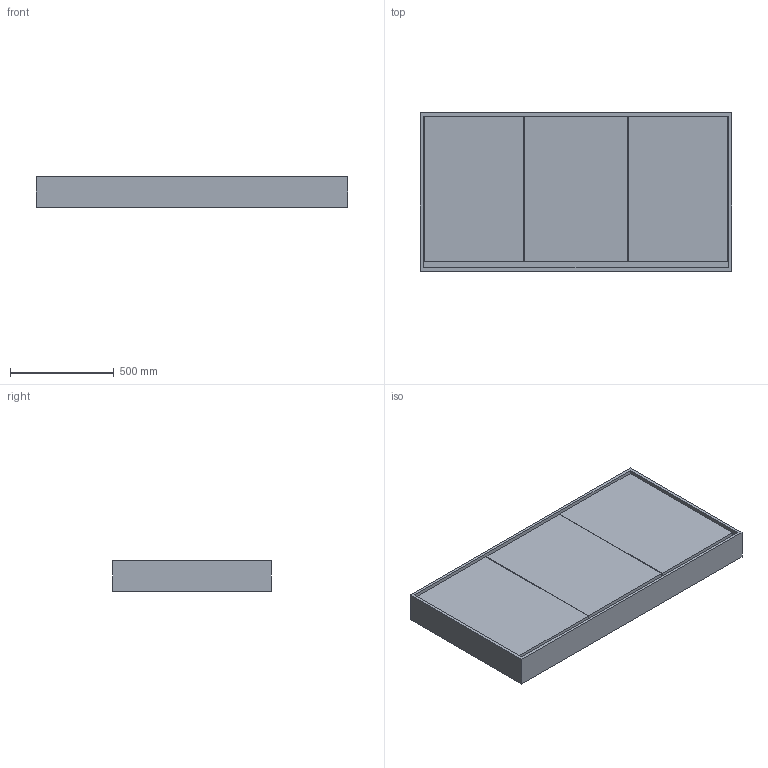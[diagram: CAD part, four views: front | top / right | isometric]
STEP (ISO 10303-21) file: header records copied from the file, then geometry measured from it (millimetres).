
FILE_DESCRIPTION (( 'STEP AP214' ), '1' );
FILE_NAME ('Kado Aspect 763H x 1500W 3D.STEP', '2022-04-25T23:55:45', ( '' ), ( '' ), 'SwSTEP 2.0', 'SolidWorks 2018', '' );
FILE_SCHEMA (( 'AUTOMOTIVE_DESIGN' ));
Length unit declared in the file: millimetre
Products named in the file (1): Kado Aspect 763H x 1500W 3D
Bounding box: 1500 x 763 x 145 mm (x, y, z)
Volume: 55148448 mm3; surface area: 6814474.8 mm2
Topology: 12 solids, 12 shells, 106 faces, 240 edges, 160 vertices
Faces by surface type: plane 106
Entity records: 3078 total; most frequent: CARTESIAN_POINT 507, ORIENTED_EDGE 480, DIRECTION 454, LINE 240, VECTOR 240, EDGE_CURVE 240, VERTEX_POINT 160, EDGE_LOOP 112
